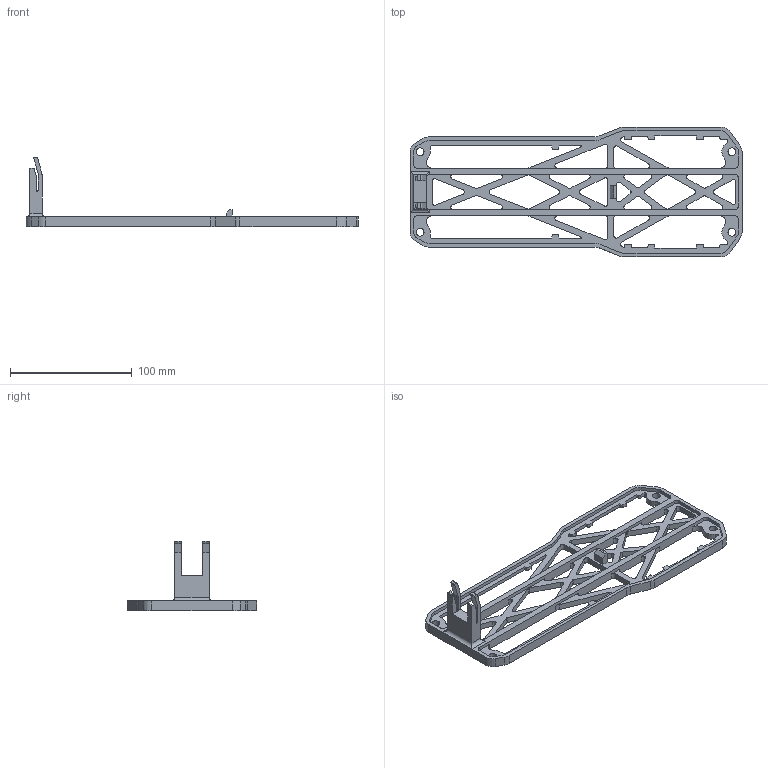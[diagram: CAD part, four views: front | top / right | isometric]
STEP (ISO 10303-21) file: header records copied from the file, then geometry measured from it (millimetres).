
FILE_DESCRIPTION((''),'2;1');
FILE_NAME('main_frame.stp','2022-08-08T00:09:11',(''),(''),'STEP Write','Mastercam X8 ... CNC Software, Inc.','');
FILE_SCHEMA(('AUTOMOTIVE_DESIGN'));
Length unit declared in the file: millimetre
Products named in the file (1): None
Bounding box: 272.5 x 106.5 x 56.73 mm (x, y, z)
Volume: 83212 mm3; surface area: 51759.2 mm2
Topology: 1 solids, 1 shells, 319 faces, 980 edges, 650 vertices
Faces by surface type: plane 168, cylinder 151
Full cylindrical faces by diameter (mm): 6.5 x4
Entity records: 11092 total; most frequent: CARTESIAN_POINT 1963, ORIENTED_EDGE 1952, DIRECTION 1904, EDGE_CURVE 976, VECTOR 674, LINE 674, VERTEX_POINT 650, AXIS2_PLACEMENT_3D 615
